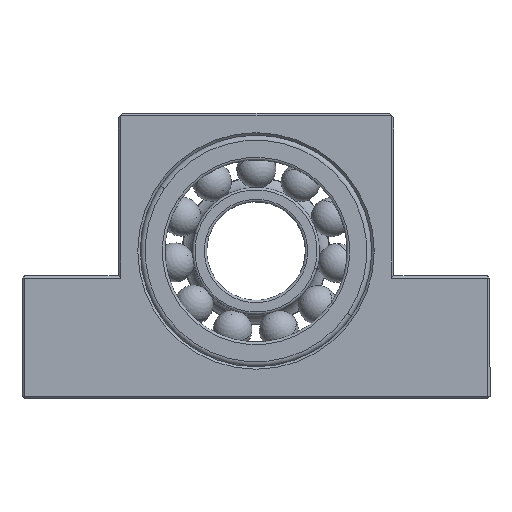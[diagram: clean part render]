
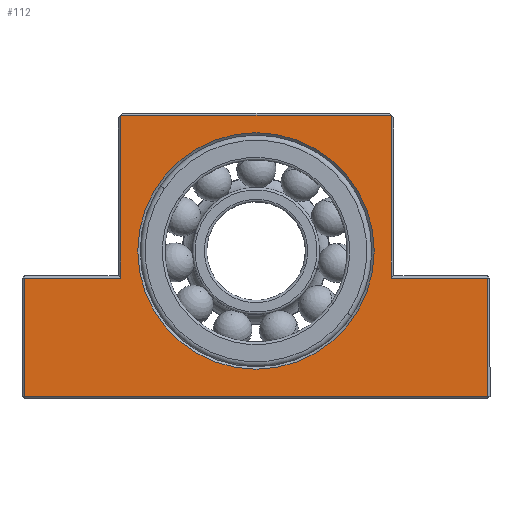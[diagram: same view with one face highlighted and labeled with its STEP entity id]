
A CAD part, top view. The second image highlights one B-rep face of the part: STEP entity #112.
In plain terms, the highlighted planar face has unit normal (0, 0, 1).
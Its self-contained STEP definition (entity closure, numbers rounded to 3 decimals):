
#39 = EDGE_CURVE ( 'NONE', #984, #1360, #2444, .T. ) ;
#112 = ADVANCED_FACE ( 'NONE', ( #2537, #2538 ), #2959, .T. ) ;
#143 = EDGE_CURVE ( 'NONE', #1364, #1363, #312, .T. ) ;
#158 = EDGE_CURVE ( 'NONE', #1360, #1361, #2583, .T. ) ;
#160 = EDGE_CURVE ( 'NONE', #988, #987, #2585, .T. ) ;
#161 = EDGE_CURVE ( 'NONE', #1363, #1364, #330, .T. ) ;
#162 = EDGE_CURVE ( 'NONE', #1361, #988, #2586, .T. ) ;
#163 = EDGE_CURVE ( 'NONE', #987, #986, #2587, .T. ) ;
#164 = EDGE_CURVE ( 'NONE', #986, #985, #2588, .T. ) ;
#165 = EDGE_CURVE ( 'NONE', #985, #983, #2589, .T. ) ;
#166 = EDGE_CURVE ( 'NONE', #983, #984, #2590, .T. ) ;
#274 = AXIS2_PLACEMENT_3D ( 'NONE', #2960, #2961, #2962 ) ;
#312 = CIRCLE ( 'NONE', #314, 24. ) ;
#314 = AXIS2_PLACEMENT_3D ( 'NONE', #1604, #1605, #1606 ) ;
#329 = VECTOR ( 'NONE', #1636, 1000. ) ;
#330 = CIRCLE ( 'NONE', #334, 24. ) ;
#333 = VECTOR ( 'NONE', #1640, 1000. ) ;
#334 = AXIS2_PLACEMENT_3D ( 'NONE', #1641, #1642, #1643 ) ;
#335 = VECTOR ( 'NONE', #1645, 1000. ) ;
#336 = VECTOR ( 'NONE', #1647, 1000. ) ;
#337 = VECTOR ( 'NONE', #1649, 1000. ) ;
#338 = VECTOR ( 'NONE', #1651, 1000. ) ;
#340 = VECTOR ( 'NONE', #1653, 1000. ) ;
#983 = VERTEX_POINT ( 'NONE', #1915 ) ;
#984 = VERTEX_POINT ( 'NONE', #1916 ) ;
#985 = VERTEX_POINT ( 'NONE', #1917 ) ;
#986 = VERTEX_POINT ( 'NONE', #1918 ) ;
#987 = VERTEX_POINT ( 'NONE', #1919 ) ;
#988 = VERTEX_POINT ( 'NONE', #1920 ) ;
#1031 = ORIENTED_EDGE ( 'NONE', *, *, #143, .T. ) ;
#1032 = ORIENTED_EDGE ( 'NONE', *, *, #161, .T. ) ;
#1033 = ORIENTED_EDGE ( 'NONE', *, *, #162, .T. ) ;
#1066 = EDGE_LOOP ( 'NONE', ( #1031, #1032 ) ) ;
#1067 = EDGE_LOOP ( 'NONE', ( #1033, #2385, #2384, #2386, #2387, #2388, #2389, #2390 ) ) ;
#1360 = VERTEX_POINT ( 'NONE', #2064 ) ;
#1361 = VERTEX_POINT ( 'NONE', #2065 ) ;
#1363 = VERTEX_POINT ( 'NONE', #2067 ) ;
#1364 = VERTEX_POINT ( 'NONE', #2068 ) ;
#1449 = VECTOR ( 'NONE', #2765, 1000. ) ;
#1604 = CARTESIAN_POINT ( 'NONE',  ( 0., 30., 13. ) ) ;
#1605 = DIRECTION ( 'NONE',  ( 0., 0., -1. ) ) ;
#1606 = DIRECTION ( 'NONE',  ( 1., 0., 0. ) ) ;
#1635 = CARTESIAN_POINT ( 'NONE',  ( 47., 25., 13. ) ) ;
#1636 = DIRECTION ( 'NONE',  ( 0., 1., 0. ) ) ;
#1639 = CARTESIAN_POINT ( 'NONE',  ( 27.5, 57., 13. ) ) ;
#1640 = DIRECTION ( 'NONE',  ( 0., 1., 0. ) ) ;
#1641 = CARTESIAN_POINT ( 'NONE',  ( 0., 30., 13. ) ) ;
#1642 = DIRECTION ( 'NONE',  ( 0., 0., -1. ) ) ;
#1643 = DIRECTION ( 'NONE',  ( 1., 0., 0. ) ) ;
#1644 = CARTESIAN_POINT ( 'NONE',  ( 28., 24.5, 13. ) ) ;
#1645 = DIRECTION ( 'NONE',  ( -1., 0., 0. ) ) ;
#1646 = CARTESIAN_POINT ( 'NONE',  ( -27., 57.5, 13. ) ) ;
#1647 = DIRECTION ( 'NONE',  ( -1., 0., 0. ) ) ;
#1648 = CARTESIAN_POINT ( 'NONE',  ( -27.5, 25., 13. ) ) ;
#1649 = DIRECTION ( 'NONE',  ( 0., -1., 0. ) ) ;
#1650 = CARTESIAN_POINT ( 'NONE',  ( -47.5, 24.5, 13. ) ) ;
#1651 = DIRECTION ( 'NONE',  ( -1., 0., 0. ) ) ;
#1652 = CARTESIAN_POINT ( 'NONE',  ( -47., 0., 13. ) ) ;
#1653 = DIRECTION ( 'NONE',  ( 0., -1., 0. ) ) ;
#1915 = CARTESIAN_POINT ( 'NONE',  ( -47., 24.5, 13. ) ) ;
#1916 = CARTESIAN_POINT ( 'NONE',  ( -47., 0.5, 13. ) ) ;
#1917 = CARTESIAN_POINT ( 'NONE',  ( -27.5, 24.5, 13. ) ) ;
#1918 = CARTESIAN_POINT ( 'NONE',  ( -27.5, 57.5, 13. ) ) ;
#1919 = CARTESIAN_POINT ( 'NONE',  ( 27.5, 57.5, 13. ) ) ;
#1920 = CARTESIAN_POINT ( 'NONE',  ( 27.5, 24.5, 13. ) ) ;
#2064 = CARTESIAN_POINT ( 'NONE',  ( 47., 0.5, 13. ) ) ;
#2065 = CARTESIAN_POINT ( 'NONE',  ( 47., 24.5, 13. ) ) ;
#2067 = CARTESIAN_POINT ( 'NONE',  ( -24., 30., 13. ) ) ;
#2068 = CARTESIAN_POINT ( 'NONE',  ( 24., 30., 13. ) ) ;
#2384 = ORIENTED_EDGE ( 'NONE', *, *, #163, .T. ) ;
#2385 = ORIENTED_EDGE ( 'NONE', *, *, #160, .T. ) ;
#2386 = ORIENTED_EDGE ( 'NONE', *, *, #164, .T. ) ;
#2387 = ORIENTED_EDGE ( 'NONE', *, *, #165, .T. ) ;
#2388 = ORIENTED_EDGE ( 'NONE', *, *, #166, .T. ) ;
#2389 = ORIENTED_EDGE ( 'NONE', *, *, #39, .T. ) ;
#2390 = ORIENTED_EDGE ( 'NONE', *, *, #158, .T. ) ;
#2444 = LINE ( 'NONE', #2764, #1449 ) ;
#2537 = FACE_BOUND ( 'NONE', #1066, .T. ) ;
#2538 = FACE_OUTER_BOUND ( 'NONE', #1067, .T. ) ;
#2583 = LINE ( 'NONE', #1635, #329 ) ;
#2585 = LINE ( 'NONE', #1639, #333 ) ;
#2586 = LINE ( 'NONE', #1644, #335 ) ;
#2587 = LINE ( 'NONE', #1646, #336 ) ;
#2588 = LINE ( 'NONE', #1648, #337 ) ;
#2589 = LINE ( 'NONE', #1650, #338 ) ;
#2590 = LINE ( 'NONE', #1652, #340 ) ;
#2764 = CARTESIAN_POINT ( 'NONE',  ( 47.5, 0.5, 13. ) ) ;
#2765 = DIRECTION ( 'NONE',  ( 1., 0., 0. ) ) ;
#2959 = PLANE ( 'NONE',  #274 ) ;
#2960 = CARTESIAN_POINT ( 'NONE',  ( 47.5, 25., 13. ) ) ;
#2961 = DIRECTION ( 'NONE',  ( 0., 0., 1. ) ) ;
#2962 = DIRECTION ( 'NONE',  ( 1., 0., 0. ) ) ;
